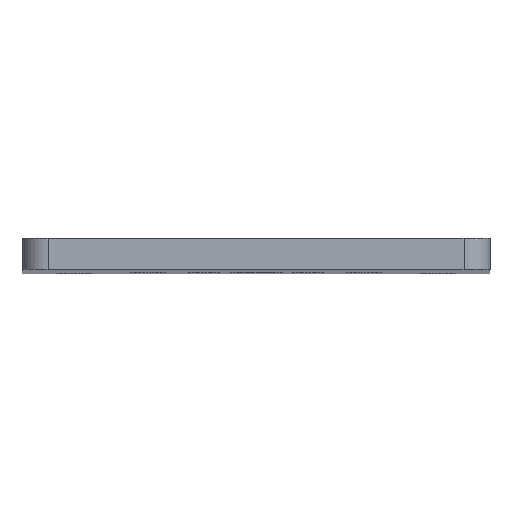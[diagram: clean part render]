
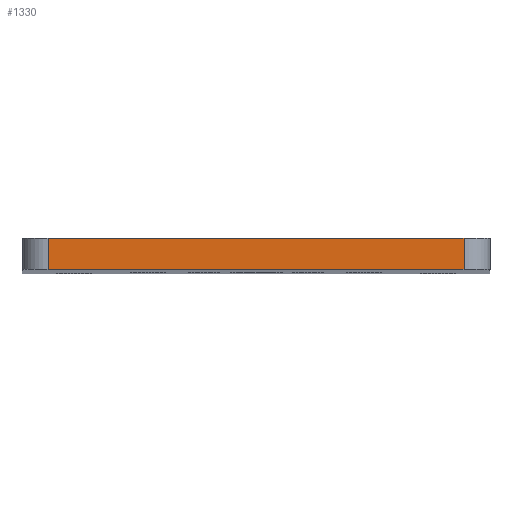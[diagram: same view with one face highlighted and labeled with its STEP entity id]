
A CAD part, top view. The second image highlights one B-rep face of the part: STEP entity #1330.
In plain terms, the highlighted planar face has unit normal (0, 0, 1).
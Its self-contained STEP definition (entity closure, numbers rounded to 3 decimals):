
#3 = VECTOR ( 'NONE', #2307, 1000. ) ;
#99 = AXIS2_PLACEMENT_3D ( 'NONE', #1598, #820, #435 ) ;
#102 = VECTOR ( 'NONE', #2094, 1000. ) ;
#126 = ORIENTED_EDGE ( 'NONE', *, *, #371, .F. ) ;
#166 = VERTEX_POINT ( 'NONE', #1322 ) ;
#231 = EDGE_CURVE ( 'NONE', #166, #2233, #316, .T. ) ;
#316 = LINE ( 'NONE', #1954, #1022 ) ;
#371 = EDGE_CURVE ( 'NONE', #1535, #2233, #617, .T. ) ;
#403 = VERTEX_POINT ( 'NONE', #1297 ) ;
#411 = CARTESIAN_POINT ( 'NONE',  ( -40., 6., 250. ) ) ;
#435 = DIRECTION ( 'NONE',  ( -1., 0., 0. ) ) ;
#528 = CARTESIAN_POINT ( 'NONE',  ( 40., 6., 250. ) ) ;
#617 = LINE ( 'NONE', #528, #102 ) ;
#647 = FACE_OUTER_BOUND ( 'NONE', #2207, .T. ) ;
#789 = CARTESIAN_POINT ( 'NONE',  ( 40., 6., 250. ) ) ;
#820 = DIRECTION ( 'NONE',  ( 0., 0., -1. ) ) ;
#824 = LINE ( 'NONE', #1313, #3 ) ;
#864 = EDGE_CURVE ( 'NONE', #403, #1535, #1561, .T. ) ;
#884 = VECTOR ( 'NONE', #968, 1000. ) ;
#949 = ORIENTED_EDGE ( 'NONE', *, *, #2345, .T. ) ;
#968 = DIRECTION ( 'NONE',  ( 1., 0., 0. ) ) ;
#1022 = VECTOR ( 'NONE', #1944, 1000. ) ;
#1084 = CARTESIAN_POINT ( 'NONE',  ( 40., 0., 250. ) ) ;
#1169 = ORIENTED_EDGE ( 'NONE', *, *, #231, .T. ) ;
#1209 = PLANE ( 'NONE',  #99 ) ;
#1297 = CARTESIAN_POINT ( 'NONE',  ( -40., 6., 250. ) ) ;
#1313 = CARTESIAN_POINT ( 'NONE',  ( -40., 6., 250. ) ) ;
#1322 = CARTESIAN_POINT ( 'NONE',  ( -40., 0., 250. ) ) ;
#1330 = ADVANCED_FACE ( 'NONE', ( #647 ), #1209, .F. ) ;
#1535 = VERTEX_POINT ( 'NONE', #789 ) ;
#1561 = LINE ( 'NONE', #411, #884 ) ;
#1598 = CARTESIAN_POINT ( 'NONE',  ( -40., 6., 250. ) ) ;
#1944 = DIRECTION ( 'NONE',  ( 1., 0., 0. ) ) ;
#1954 = CARTESIAN_POINT ( 'NONE',  ( -40., 0., 250. ) ) ;
#2094 = DIRECTION ( 'NONE',  ( 0., -1., 0. ) ) ;
#2207 = EDGE_LOOP ( 'NONE', ( #1169, #126, #2268, #949 ) ) ;
#2233 = VERTEX_POINT ( 'NONE', #1084 ) ;
#2268 = ORIENTED_EDGE ( 'NONE', *, *, #864, .F. ) ;
#2307 = DIRECTION ( 'NONE',  ( 0., -1., 0. ) ) ;
#2345 = EDGE_CURVE ( 'NONE', #403, #166, #824, .T. ) ;
